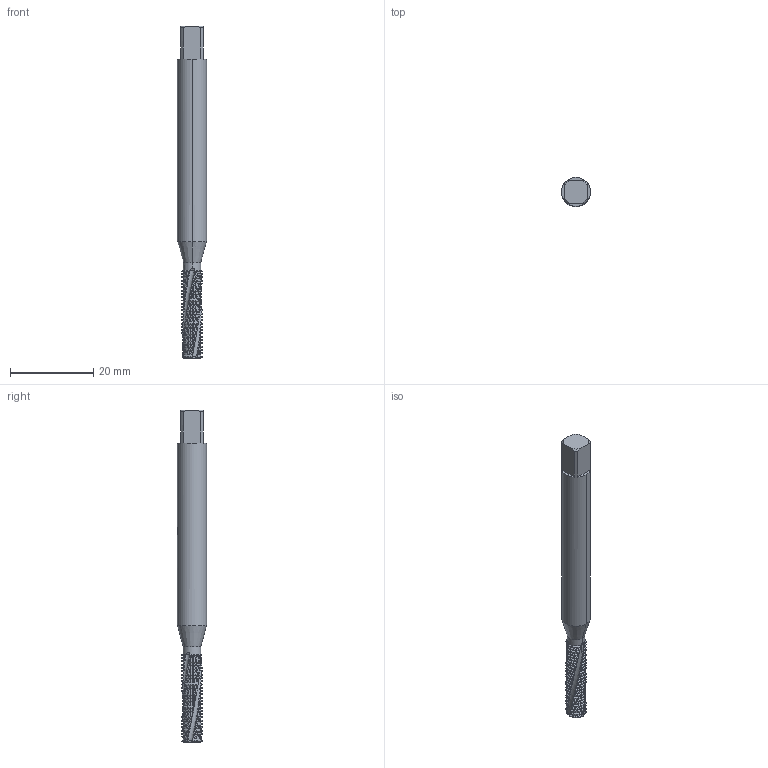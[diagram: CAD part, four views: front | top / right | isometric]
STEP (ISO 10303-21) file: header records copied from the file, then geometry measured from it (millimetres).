
FILE_DESCRIPTION(('no description'),'unknown implementation level');
FILE_NAME('solidaOj4tWeWgVMn1FFOGl4n2wTXzJ4_1.STP',' ',('CIM GmbH Aachen'),('CADClick - KiM GmbH - www.kimweb.de'),'unknown preprocess','ACIS','unknown authorization');
FILE_SCHEMA(('automotive_design'));
Length unit declared in the file: millimetre
Products named in the file (2): 1; 2
Bounding box: 7 x 7 x 80 mm (x, y, z)
Volume: 2399.7 mm3; surface area: 2195.8 mm2
Topology: 2 solids, 2 shells, 536 faces, 1516 edges, 980 vertices
Faces by surface type: cylinder 256, cone 254, plane 17, bspline 6, revolution 3
Entity records: 40176 total; most frequent: CARTESIAN_POINT 10394, STYLED_ITEM 3030, PRESENTATION_STYLE_ASSIGNMENT 3030, COLOUR_RGB 3030, ORIENTED_EDGE 3024, DIRECTION 2473, EDGE_CURVE 1512, CURVE_STYLE 1512
